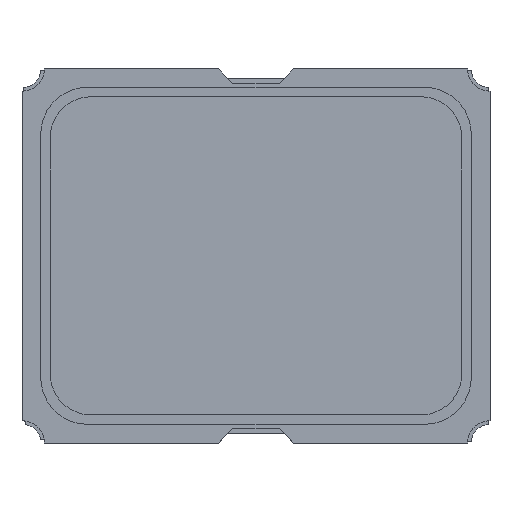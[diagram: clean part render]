
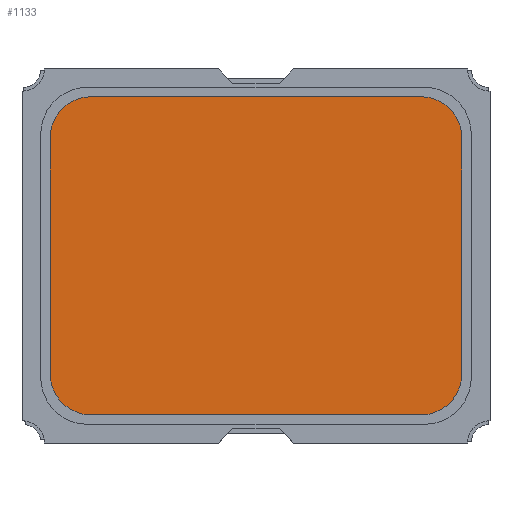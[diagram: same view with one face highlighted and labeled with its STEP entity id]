
A CAD part, top view. The second image highlights one B-rep face of the part: STEP entity #1133.
In plain terms, the highlighted planar face has unit normal (0, 0, 1).
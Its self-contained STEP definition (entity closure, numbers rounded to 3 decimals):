
#868 = VERTEX_POINT('',#869);
#869 = CARTESIAN_POINT('',(-0.88,0.85,0.8));
#875 = EDGE_CURVE('',#868,#876,#878,.T.);
#876 = VERTEX_POINT('',#877);
#877 = CARTESIAN_POINT('',(0.88,0.85,0.8));
#878 = LINE('',#879,#880);
#879 = CARTESIAN_POINT('',(-0.88,0.85,0.8));
#880 = VECTOR('',#881,1.);
#881 = DIRECTION('',(1.,0.,0.));
#908 = VERTEX_POINT('',#909);
#909 = CARTESIAN_POINT('',(1.1,0.63,0.8));
#915 = EDGE_CURVE('',#908,#876,#916,.T.);
#916 = CIRCLE('',#917,0.22);
#917 = AXIS2_PLACEMENT_3D('',#918,#919,#920);
#918 = CARTESIAN_POINT('',(0.88,0.63,0.8));
#919 = DIRECTION('',(0.,0.,1.));
#920 = DIRECTION('',(1.,0.,0.));
#939 = EDGE_CURVE('',#908,#940,#942,.T.);
#940 = VERTEX_POINT('',#941);
#941 = CARTESIAN_POINT('',(1.1,-0.63,0.8));
#942 = LINE('',#943,#944);
#943 = CARTESIAN_POINT('',(1.1,0.63,0.8));
#944 = VECTOR('',#945,1.);
#945 = DIRECTION('',(0.,-1.,0.));
#972 = VERTEX_POINT('',#973);
#973 = CARTESIAN_POINT('',(0.88,-0.85,0.8));
#979 = EDGE_CURVE('',#972,#940,#980,.T.);
#980 = CIRCLE('',#981,0.22);
#981 = AXIS2_PLACEMENT_3D('',#982,#983,#984);
#982 = CARTESIAN_POINT('',(0.88,-0.63,0.8));
#983 = DIRECTION('',(0.,0.,1.));
#984 = DIRECTION('',(1.,0.,0.));
#1003 = EDGE_CURVE('',#972,#1004,#1006,.T.);
#1004 = VERTEX_POINT('',#1005);
#1005 = CARTESIAN_POINT('',(-0.88,-0.85,0.8));
#1006 = LINE('',#1007,#1008);
#1007 = CARTESIAN_POINT('',(0.88,-0.85,0.8));
#1008 = VECTOR('',#1009,1.);
#1009 = DIRECTION('',(-1.,0.,0.));
#1036 = VERTEX_POINT('',#1037);
#1037 = CARTESIAN_POINT('',(-1.1,-0.63,0.8));
#1043 = EDGE_CURVE('',#1036,#1004,#1044,.T.);
#1044 = CIRCLE('',#1045,0.22);
#1045 = AXIS2_PLACEMENT_3D('',#1046,#1047,#1048);
#1046 = CARTESIAN_POINT('',(-0.88,-0.63,0.8));
#1047 = DIRECTION('',(0.,0.,1.));
#1048 = DIRECTION('',(1.,0.,0.));
#1067 = EDGE_CURVE('',#1036,#1068,#1070,.T.);
#1068 = VERTEX_POINT('',#1069);
#1069 = CARTESIAN_POINT('',(-1.1,0.63,0.8));
#1070 = LINE('',#1071,#1072);
#1071 = CARTESIAN_POINT('',(-1.1,-0.63,0.8));
#1072 = VECTOR('',#1073,1.);
#1073 = DIRECTION('',(0.,1.,0.));
#1098 = EDGE_CURVE('',#868,#1068,#1099,.T.);
#1099 = CIRCLE('',#1100,0.22);
#1100 = AXIS2_PLACEMENT_3D('',#1101,#1102,#1103);
#1101 = CARTESIAN_POINT('',(-0.88,0.63,0.8));
#1102 = DIRECTION('',(0.,0.,1.));
#1103 = DIRECTION('',(1.,0.,0.));
#1133 = ADVANCED_FACE('',(#1134),#1144,.T.);
#1134 = FACE_BOUND('',#1135,.F.);
#1135 = EDGE_LOOP('',(#1136,#1137,#1138,#1139,#1140,#1141,#1142,#1143));
#1136 = ORIENTED_EDGE('',*,*,#875,.T.);
#1137 = ORIENTED_EDGE('',*,*,#915,.F.);
#1138 = ORIENTED_EDGE('',*,*,#939,.T.);
#1139 = ORIENTED_EDGE('',*,*,#979,.F.);
#1140 = ORIENTED_EDGE('',*,*,#1003,.T.);
#1141 = ORIENTED_EDGE('',*,*,#1043,.F.);
#1142 = ORIENTED_EDGE('',*,*,#1067,.T.);
#1143 = ORIENTED_EDGE('',*,*,#1098,.F.);
#1144 = PLANE('',#1145);
#1145 = AXIS2_PLACEMENT_3D('',#1146,#1147,#1148);
#1146 = CARTESIAN_POINT('',(0.,0.,0.8));
#1147 = DIRECTION('',(0.,0.,1.));
#1148 = DIRECTION('',(1.,0.,0.));
